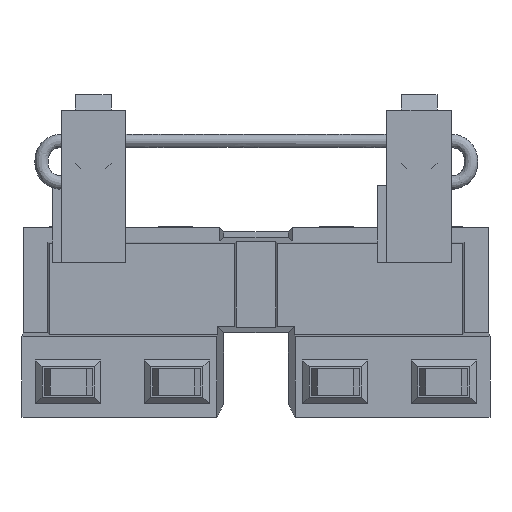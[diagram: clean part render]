
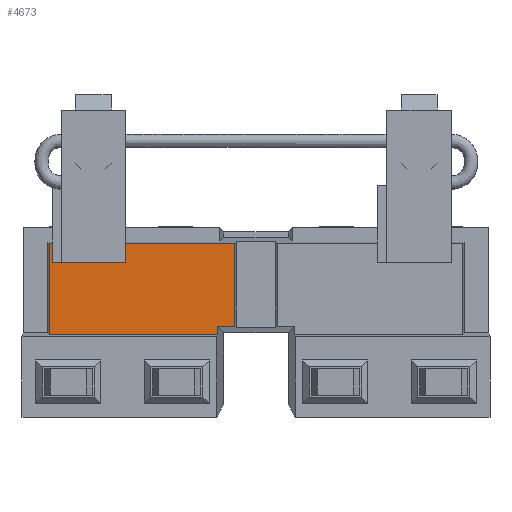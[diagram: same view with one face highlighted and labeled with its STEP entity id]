
A CAD part, front view. The second image highlights one B-rep face of the part: STEP entity #4673.
In plain terms, the highlighted planar face has unit normal (0, -1, 0).
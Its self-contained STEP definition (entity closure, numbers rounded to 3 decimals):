
#246=LINE('',#33385,#2242);
#247=LINE('',#33388,#2243);
#248=LINE('',#33390,#2244);
#249=LINE('',#33392,#2245);
#250=LINE('',#33394,#2246);
#251=LINE('',#33396,#2247);
#2242=VECTOR('',#17272,1.);
#2243=VECTOR('',#17273,1.);
#2244=VECTOR('',#17274,1.);
#2245=VECTOR('',#17275,1.);
#2246=VECTOR('',#17276,1.);
#2247=VECTOR('',#17277,1.);
#4673=ADVANCED_FACE('',(#6238),#5496,.F.);
#5496=PLANE('',#16262);
#6238=FACE_OUTER_BOUND('',#7061,.T.);
#7061=EDGE_LOOP('',(#8033,#8034,#8035,#8036,#8037,#8038));
#8033=ORIENTED_EDGE('',*,*,#13862,.T.);
#8034=ORIENTED_EDGE('',*,*,#13863,.F.);
#8035=ORIENTED_EDGE('',*,*,#13864,.F.);
#8036=ORIENTED_EDGE('',*,*,#13865,.F.);
#8037=ORIENTED_EDGE('',*,*,#13866,.F.);
#8038=ORIENTED_EDGE('',*,*,#13867,.F.);
#12415=VERTEX_POINT('',#33386);
#12416=VERTEX_POINT('',#33387);
#12417=VERTEX_POINT('',#33389);
#12418=VERTEX_POINT('',#33391);
#12419=VERTEX_POINT('',#33393);
#12420=VERTEX_POINT('',#33395);
#13862=EDGE_CURVE('',#12415,#12416,#246,.T.);
#13863=EDGE_CURVE('',#12417,#12416,#247,.T.);
#13864=EDGE_CURVE('',#12418,#12417,#248,.T.);
#13865=EDGE_CURVE('',#12419,#12418,#249,.T.);
#13866=EDGE_CURVE('',#12420,#12419,#250,.T.);
#13867=EDGE_CURVE('',#12415,#12420,#251,.T.);
#16262=AXIS2_PLACEMENT_3D('',#33397,#17278,#17279);
#17272=DIRECTION('',(0.,0.,1.));
#17273=DIRECTION('',(-1.,0.,0.));
#17274=DIRECTION('',(0.,0.,-1.));
#17275=DIRECTION('',(1.,0.,0.));
#17276=DIRECTION('',(0.,0.,1.));
#17277=DIRECTION('',(-1.,0.,0.));
#17278=DIRECTION('',(0.,1.,0.));
#17279=DIRECTION('',(0.,0.,-1.));
#33385=CARTESIAN_POINT('',(18.286,100.627,0.));
#33386=CARTESIAN_POINT('',(18.286,100.627,7.737));
#33387=CARTESIAN_POINT('',(18.286,100.627,8.532));
#33388=CARTESIAN_POINT('',(0.079,100.627,8.532));
#33389=CARTESIAN_POINT('',(19.909,100.627,8.532));
#33390=CARTESIAN_POINT('',(19.909,100.627,0.079));
#33391=CARTESIAN_POINT('',(19.909,100.627,16.329));
#33392=CARTESIAN_POINT('',(33.824,100.627,16.329));
#33393=CARTESIAN_POINT('',(2.529,100.627,16.329));
#33394=CARTESIAN_POINT('',(2.529,100.627,8.204));
#33395=CARTESIAN_POINT('',(2.529,100.627,7.737));
#33396=CARTESIAN_POINT('',(0.079,100.627,7.737));
#33397=CARTESIAN_POINT('',(0.079,100.627,0.079));
